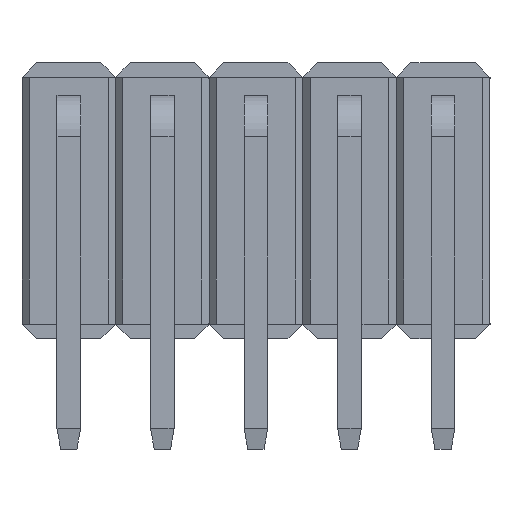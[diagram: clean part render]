
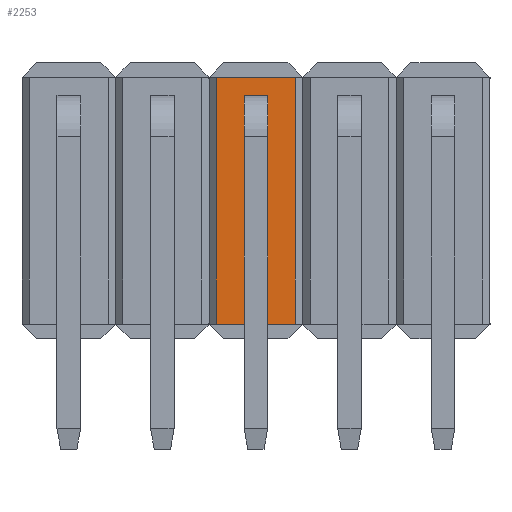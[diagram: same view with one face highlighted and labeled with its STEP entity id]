
A CAD part, front view. The second image highlights one B-rep face of the part: STEP entity #2253.
In plain terms, the highlighted planar face has unit normal (0, -1, 0).
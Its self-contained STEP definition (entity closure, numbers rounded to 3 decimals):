
#31 = DIRECTION ( 'NONE',  ( -1., 0., 0. ) ) ;
#282 = VECTOR ( 'NONE', #519, 1000. ) ;
#340 = LINE ( 'NONE', #8161, #11284 ) ;
#440 = CARTESIAN_POINT ( 'NONE',  ( 3.81, 0.54, -3.35 ) ) ;
#519 = DIRECTION ( 'NONE',  ( -1., 0., 0. ) ) ;
#543 = ORIENTED_EDGE ( 'NONE', *, *, #6290, .T. ) ;
#600 = LINE ( 'NONE', #2672, #282 ) ;
#617 = EDGE_LOOP ( 'NONE', ( #6177, #11322, #11663, #12332 ) ) ;
#643 = CARTESIAN_POINT ( 'NONE',  ( 5.4, 0.54, 0.32 ) ) ;
#665 = LINE ( 'NONE', #12425, #8800 ) ;
#974 = CARTESIAN_POINT ( 'NONE',  ( 4.76, 0.54, 2.86 ) ) ;
#1489 = FACE_BOUND ( 'NONE', #6998, .T. ) ;
#1718 = ORIENTED_EDGE ( 'NONE', *, *, #2190, .T. ) ;
#1724 = DIRECTION ( 'NONE',  ( 0., 0., -1. ) ) ;
#1769 = CARTESIAN_POINT ( 'NONE',  ( 5.4, 0.54, -0.32 ) ) ;
#2128 = CARTESIAN_POINT ( 'NONE',  ( 4.76, 0.54, 2.22 ) ) ;
#2150 = CARTESIAN_POINT ( 'NONE',  ( 5.4, 0.54, -2.22 ) ) ;
#2190 = EDGE_CURVE ( 'NONE', #9468, #2833, #8134, .T. ) ;
#2213 = VERTEX_POINT ( 'NONE', #5093 ) ;
#2253 = ADVANCED_FACE ( 'NONE', ( #1489, #7462, #7129, #12442 ), #3020, .F. ) ;
#2266 = EDGE_CURVE ( 'NONE', #12887, #3990, #3999, .T. ) ;
#2315 = CARTESIAN_POINT ( 'NONE',  ( 6.15, 0.54, 3.35 ) ) ;
#2347 = LINE ( 'NONE', #440, #13260 ) ;
#2548 = EDGE_CURVE ( 'NONE', #8009, #6582, #2347, .T. ) ;
#2553 = LINE ( 'NONE', #7313, #13485 ) ;
#2626 = VECTOR ( 'NONE', #13650, 1000. ) ;
#2648 = CARTESIAN_POINT ( 'NONE',  ( 5.4, 0.54, -2.86 ) ) ;
#2672 = CARTESIAN_POINT ( 'NONE',  ( 4.76, 0.54, -2.86 ) ) ;
#2714 = EDGE_CURVE ( 'NONE', #2833, #3460, #340, .T. ) ;
#2715 = EDGE_CURVE ( 'NONE', #9968, #6823, #665, .T. ) ;
#2816 = LINE ( 'NONE', #9234, #13768 ) ;
#2833 = VERTEX_POINT ( 'NONE', #974 ) ;
#2886 = DIRECTION ( 'NONE',  ( 0., 0., 1. ) ) ;
#2931 = DIRECTION ( 'NONE',  ( 0., 1., 0. ) ) ;
#3020 = PLANE ( 'NONE',  #10782 ) ;
#3068 = CARTESIAN_POINT ( 'NONE',  ( 3.81, 0.54, 3.35 ) ) ;
#3256 = LINE ( 'NONE', #2128, #5402 ) ;
#3404 = CARTESIAN_POINT ( 'NONE',  ( 5.4, 0.54, 2.22 ) ) ;
#3430 = LINE ( 'NONE', #2315, #10547 ) ;
#3460 = VERTEX_POINT ( 'NONE', #4813 ) ;
#3530 = EDGE_CURVE ( 'NONE', #3460, #4919, #2816, .T. ) ;
#3578 = EDGE_CURVE ( 'NONE', #11986, #12887, #4306, .T. ) ;
#3700 = EDGE_CURVE ( 'NONE', #5769, #12838, #7911, .T. ) ;
#3882 = CARTESIAN_POINT ( 'NONE',  ( 4.01, 0.54, 3.35 ) ) ;
#3967 = VECTOR ( 'NONE', #8297, 1000. ) ;
#3990 = VERTEX_POINT ( 'NONE', #13690 ) ;
#3999 = LINE ( 'NONE', #1769, #9626 ) ;
#4167 = EDGE_LOOP ( 'NONE', ( #9014, #9677, #7185, #4689 ) ) ;
#4306 = LINE ( 'NONE', #10422, #3967 ) ;
#4309 = CARTESIAN_POINT ( 'NONE',  ( 4.01, 0.54, -3.35 ) ) ;
#4570 = EDGE_CURVE ( 'NONE', #12230, #8009, #13060, .T. ) ;
#4608 = VECTOR ( 'NONE', #4920, 1000. ) ;
#4689 = ORIENTED_EDGE ( 'NONE', *, *, #2548, .T. ) ;
#4742 = EDGE_CURVE ( 'NONE', #6823, #5769, #11067, .T. ) ;
#4813 = CARTESIAN_POINT ( 'NONE',  ( 5.4, 0.54, 2.86 ) ) ;
#4919 = VERTEX_POINT ( 'NONE', #3404 ) ;
#4920 = DIRECTION ( 'NONE',  ( 0., 0., -1. ) ) ;
#5006 = DIRECTION ( 'NONE',  ( 1., 0., 0. ) ) ;
#5093 = CARTESIAN_POINT ( 'NONE',  ( 4.76, 0.54, -0.32 ) ) ;
#5389 = VERTEX_POINT ( 'NONE', #6245 ) ;
#5402 = VECTOR ( 'NONE', #31, 1000. ) ;
#5531 = ORIENTED_EDGE ( 'NONE', *, *, #3530, .T. ) ;
#5642 = VECTOR ( 'NONE', #7179, 1000. ) ;
#5740 = EDGE_CURVE ( 'NONE', #12838, #9968, #600, .T. ) ;
#5769 = VERTEX_POINT ( 'NONE', #5860 ) ;
#5773 = EDGE_CURVE ( 'NONE', #2213, #11986, #13727, .T. ) ;
#5819 = CARTESIAN_POINT ( 'NONE',  ( 4.76, 0.54, -2.86 ) ) ;
#5860 = CARTESIAN_POINT ( 'NONE',  ( 5.4, 0.54, -2.22 ) ) ;
#5917 = CARTESIAN_POINT ( 'NONE',  ( 4.76, 0.54, 2.22 ) ) ;
#6070 = DIRECTION ( 'NONE',  ( 0., 0., -1. ) ) ;
#6177 = ORIENTED_EDGE ( 'NONE', *, *, #6292, .T. ) ;
#6245 = CARTESIAN_POINT ( 'NONE',  ( 6.15, 0.54, 3.35 ) ) ;
#6290 = EDGE_CURVE ( 'NONE', #4919, #9468, #3256, .T. ) ;
#6292 = EDGE_CURVE ( 'NONE', #3990, #2213, #8213, .T. ) ;
#6582 = VERTEX_POINT ( 'NONE', #13298 ) ;
#6794 = DIRECTION ( 'NONE',  ( 1., 0., 0. ) ) ;
#6823 = VERTEX_POINT ( 'NONE', #10371 ) ;
#6914 = EDGE_CURVE ( 'NONE', #12230, #5389, #2553, .T. ) ;
#6963 = DIRECTION ( 'NONE',  ( 0., 0., 1. ) ) ;
#6998 = EDGE_LOOP ( 'NONE', ( #8159, #9503, #7647, #10811 ) ) ;
#7129 = FACE_BOUND ( 'NONE', #10054, .T. ) ;
#7179 = DIRECTION ( 'NONE',  ( 0., 0., 1. ) ) ;
#7185 = ORIENTED_EDGE ( 'NONE', *, *, #4570, .T. ) ;
#7219 = CARTESIAN_POINT ( 'NONE',  ( 4.76, 0.54, 2.22 ) ) ;
#7313 = CARTESIAN_POINT ( 'NONE',  ( 3.81, 0.54, 3.35 ) ) ;
#7433 = CARTESIAN_POINT ( 'NONE',  ( 4.76, 0.54, -0.32 ) ) ;
#7462 = FACE_BOUND ( 'NONE', #617, .T. ) ;
#7647 = ORIENTED_EDGE ( 'NONE', *, *, #2715, .T. ) ;
#7911 = LINE ( 'NONE', #2150, #10742 ) ;
#8009 = VERTEX_POINT ( 'NONE', #4309 ) ;
#8065 = VECTOR ( 'NONE', #6963, 1000. ) ;
#8134 = LINE ( 'NONE', #7219, #5642 ) ;
#8159 = ORIENTED_EDGE ( 'NONE', *, *, #3700, .T. ) ;
#8161 = CARTESIAN_POINT ( 'NONE',  ( 4.76, 0.54, 2.86 ) ) ;
#8213 = LINE ( 'NONE', #7433, #13511 ) ;
#8297 = DIRECTION ( 'NONE',  ( 1., 0., 0. ) ) ;
#8508 = DIRECTION ( 'NONE',  ( -1., 0., 0. ) ) ;
#8800 = VECTOR ( 'NONE', #13473, 1000. ) ;
#9014 = ORIENTED_EDGE ( 'NONE', *, *, #9761, .F. ) ;
#9234 = CARTESIAN_POINT ( 'NONE',  ( 5.4, 0.54, 2.22 ) ) ;
#9468 = VERTEX_POINT ( 'NONE', #5917 ) ;
#9503 = ORIENTED_EDGE ( 'NONE', *, *, #5740, .T. ) ;
#9521 = CARTESIAN_POINT ( 'NONE',  ( 4.76, 0.54, 0.32 ) ) ;
#9626 = VECTOR ( 'NONE', #1724, 1000. ) ;
#9677 = ORIENTED_EDGE ( 'NONE', *, *, #6914, .F. ) ;
#9761 = EDGE_CURVE ( 'NONE', #5389, #6582, #3430, .T. ) ;
#9968 = VERTEX_POINT ( 'NONE', #5819 ) ;
#10054 = EDGE_LOOP ( 'NONE', ( #1718, #12973, #5531, #543 ) ) ;
#10125 = CARTESIAN_POINT ( 'NONE',  ( 4.76, 0.54, -0.32 ) ) ;
#10371 = CARTESIAN_POINT ( 'NONE',  ( 4.76, 0.54, -2.22 ) ) ;
#10422 = CARTESIAN_POINT ( 'NONE',  ( 4.76, 0.54, 0.32 ) ) ;
#10547 = VECTOR ( 'NONE', #12908, 1000. ) ;
#10742 = VECTOR ( 'NONE', #11638, 1000. ) ;
#10782 = AXIS2_PLACEMENT_3D ( 'NONE', #3068, #2931, #2886 ) ;
#10811 = ORIENTED_EDGE ( 'NONE', *, *, #4742, .T. ) ;
#11067 = LINE ( 'NONE', #13706, #2626 ) ;
#11284 = VECTOR ( 'NONE', #5006, 1000. ) ;
#11322 = ORIENTED_EDGE ( 'NONE', *, *, #5773, .T. ) ;
#11579 = DIRECTION ( 'NONE',  ( 1., 0., 0. ) ) ;
#11638 = DIRECTION ( 'NONE',  ( 0., 0., -1. ) ) ;
#11663 = ORIENTED_EDGE ( 'NONE', *, *, #3578, .T. ) ;
#11986 = VERTEX_POINT ( 'NONE', #9521 ) ;
#12230 = VERTEX_POINT ( 'NONE', #13050 ) ;
#12332 = ORIENTED_EDGE ( 'NONE', *, *, #2266, .T. ) ;
#12425 = CARTESIAN_POINT ( 'NONE',  ( 4.76, 0.54, -2.22 ) ) ;
#12442 = FACE_OUTER_BOUND ( 'NONE', #4167, .T. ) ;
#12838 = VERTEX_POINT ( 'NONE', #2648 ) ;
#12887 = VERTEX_POINT ( 'NONE', #643 ) ;
#12908 = DIRECTION ( 'NONE',  ( 0., 0., -1. ) ) ;
#12973 = ORIENTED_EDGE ( 'NONE', *, *, #2714, .T. ) ;
#13050 = CARTESIAN_POINT ( 'NONE',  ( 4.01, 0.54, 3.35 ) ) ;
#13060 = LINE ( 'NONE', #3882, #4608 ) ;
#13260 = VECTOR ( 'NONE', #6794, 1000. ) ;
#13298 = CARTESIAN_POINT ( 'NONE',  ( 6.15, 0.54, -3.35 ) ) ;
#13473 = DIRECTION ( 'NONE',  ( 0., 0., 1. ) ) ;
#13485 = VECTOR ( 'NONE', #11579, 1000. ) ;
#13511 = VECTOR ( 'NONE', #8508, 1000. ) ;
#13650 = DIRECTION ( 'NONE',  ( 1., 0., 0. ) ) ;
#13690 = CARTESIAN_POINT ( 'NONE',  ( 5.4, 0.54, -0.32 ) ) ;
#13706 = CARTESIAN_POINT ( 'NONE',  ( 4.76, 0.54, -2.22 ) ) ;
#13727 = LINE ( 'NONE', #10125, #8065 ) ;
#13768 = VECTOR ( 'NONE', #6070, 1000. ) ;
